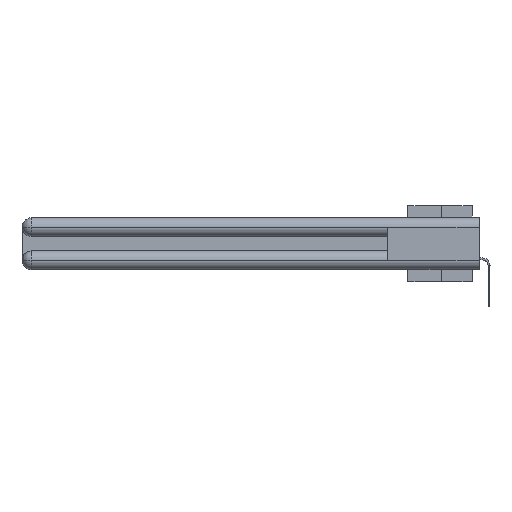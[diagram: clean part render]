
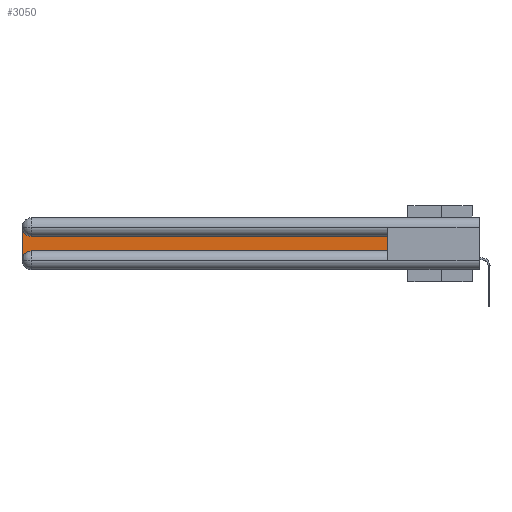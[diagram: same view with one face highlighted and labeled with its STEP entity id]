
A CAD part, left-side view. The second image highlights one B-rep face of the part: STEP entity #3050.
In plain terms, the highlighted planar face has unit normal (-1, 0, 0).
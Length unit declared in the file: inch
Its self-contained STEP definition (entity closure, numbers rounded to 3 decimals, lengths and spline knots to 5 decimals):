
#806 = LINE ( 'NONE', #21407, #10206 ) ;
#1052 = VERTEX_POINT ( 'NONE', #1885 ) ;
#1392 = CARTESIAN_POINT ( 'NONE',  ( 0.075, 2.94, -0.0625 ) ) ;
#1885 = CARTESIAN_POINT ( 'NONE',  ( 0.075, 3., -0.2775 ) ) ;
#2858 = ORIENTED_EDGE ( 'NONE', *, *, #29324, .T. ) ;
#3050 = ADVANCED_FACE ( 'NONE', ( #17835 ), #4339, .F. ) ;
#3769 = LINE ( 'NONE', #12998, #17541 ) ;
#3824 = DIRECTION ( 'NONE',  ( 0., 0., -1. ) ) ;
#4308 = CARTESIAN_POINT ( 'NONE',  ( 0.075, 0.6, -0.2175 ) ) ;
#4339 = PLANE ( 'NONE',  #27503 ) ;
#4903 = VERTEX_POINT ( 'NONE', #29919 ) ;
#5212 = EDGE_CURVE ( 'NONE', #1052, #21838, #15660, .T. ) ;
#7172 = VERTEX_POINT ( 'NONE', #7315 ) ;
#7287 = DIRECTION ( 'NONE',  ( 0., -1., 0. ) ) ;
#7315 = CARTESIAN_POINT ( 'NONE',  ( 0.075, 3., -0.0625 ) ) ;
#7580 = ORIENTED_EDGE ( 'NONE', *, *, #5212, .T. ) ;
#8824 = CARTESIAN_POINT ( 'NONE',  ( 0.075, 2.94, -0.2775 ) ) ;
#9119 = ORIENTED_EDGE ( 'NONE', *, *, #12078, .T. ) ;
#10040 = ORIENTED_EDGE ( 'NONE', *, *, #28788, .T. ) ;
#10206 = VECTOR ( 'NONE', #28058, 39.37008 ) ;
#10627 = DIRECTION ( 'NONE',  ( 1., 0., 0. ) ) ;
#11832 = LINE ( 'NONE', #21380, #26268 ) ;
#12078 = EDGE_CURVE ( 'NONE', #21838, #15734, #11832, .T. ) ;
#12518 = ORIENTED_EDGE ( 'NONE', *, *, #14575, .T. ) ;
#12998 = CARTESIAN_POINT ( 'NONE',  ( 0.075, 0.6, -0.1225 ) ) ;
#13747 = VERTEX_POINT ( 'NONE', #28164 ) ;
#13881 = AXIS2_PLACEMENT_3D ( 'NONE', #1392, #10627, #19876 ) ;
#14575 = EDGE_CURVE ( 'NONE', #15734, #4903, #16846, .T. ) ;
#15652 = DIRECTION ( 'NONE',  ( 1., 0., 0. ) ) ;
#15660 = CIRCLE ( 'NONE', #22920, 0.06 ) ;
#15734 = VERTEX_POINT ( 'NONE', #17813 ) ;
#16846 = LINE ( 'NONE', #4308, #26695 ) ;
#17541 = VECTOR ( 'NONE', #22248, 39.37008 ) ;
#17813 = CARTESIAN_POINT ( 'NONE',  ( 0.075, 0.6, -0.2175 ) ) ;
#17835 = FACE_OUTER_BOUND ( 'NONE', #21027, .T. ) ;
#18243 = DIRECTION ( 'NONE',  ( 0., 0., 1. ) ) ;
#19876 = DIRECTION ( 'NONE',  ( 0., 0., -1. ) ) ;
#21027 = EDGE_LOOP ( 'NONE', ( #10040, #24196, #2858, #7580, #9119, #12518 ) ) ;
#21380 = CARTESIAN_POINT ( 'NONE',  ( 0.075, 0.6, -0.2175 ) ) ;
#21407 = CARTESIAN_POINT ( 'NONE',  ( 0.075, 3., -0.2175 ) ) ;
#21838 = VERTEX_POINT ( 'NONE', #27280 ) ;
#22229 = DIRECTION ( 'NONE',  ( 0., 0., -1. ) ) ;
#22248 = DIRECTION ( 'NONE',  ( 0., 1., 0. ) ) ;
#22920 = AXIS2_PLACEMENT_3D ( 'NONE', #8824, #15652, #3824 ) ;
#23896 = EDGE_CURVE ( 'NONE', #13747, #7172, #26944, .T. ) ;
#24196 = ORIENTED_EDGE ( 'NONE', *, *, #23896, .T. ) ;
#25089 = DIRECTION ( 'NONE',  ( 1., 0., 0. ) ) ;
#26268 = VECTOR ( 'NONE', #7287, 39.37008 ) ;
#26695 = VECTOR ( 'NONE', #18243, 39.37008 ) ;
#26944 = CIRCLE ( 'NONE', #13881, 0.06 ) ;
#27280 = CARTESIAN_POINT ( 'NONE',  ( 0.075, 2.94, -0.2175 ) ) ;
#27372 = CARTESIAN_POINT ( 'NONE',  ( 0.075, 3., -0.1225 ) ) ;
#27503 = AXIS2_PLACEMENT_3D ( 'NONE', #27372, #25089, #22229 ) ;
#28058 = DIRECTION ( 'NONE',  ( 0., 0., -1. ) ) ;
#28164 = CARTESIAN_POINT ( 'NONE',  ( 0.075, 2.94, -0.1225 ) ) ;
#28788 = EDGE_CURVE ( 'NONE', #4903, #13747, #3769, .T. ) ;
#29324 = EDGE_CURVE ( 'NONE', #7172, #1052, #806, .T. ) ;
#29919 = CARTESIAN_POINT ( 'NONE',  ( 0.075, 0.6, -0.1225 ) ) ;
